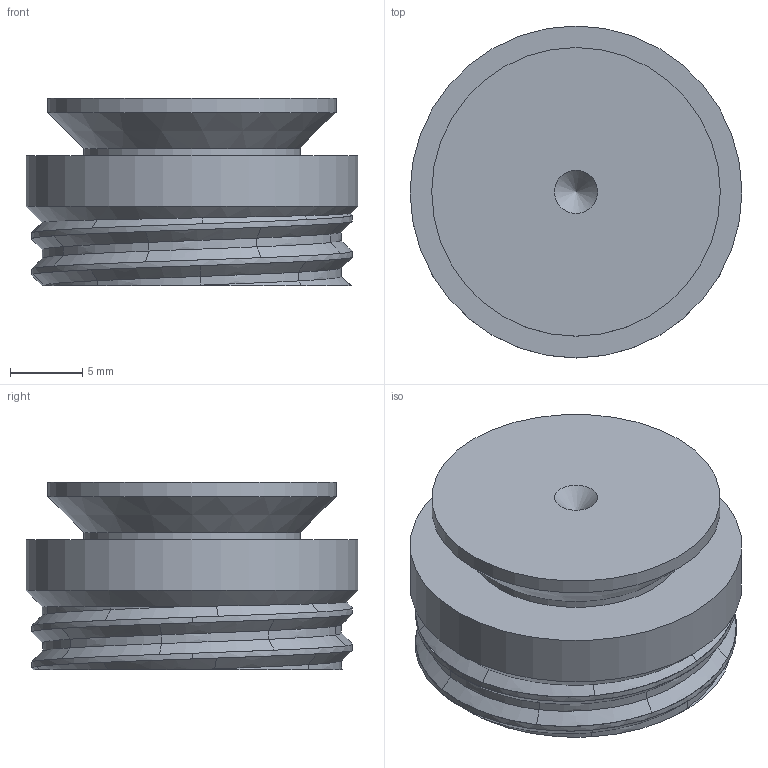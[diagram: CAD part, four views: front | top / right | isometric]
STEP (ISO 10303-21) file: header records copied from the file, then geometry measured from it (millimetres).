
FILE_DESCRIPTION(/* description */ ('HOOPS Exchange Step'),/* implementation_level */ '2;1');
FILE_NAME(/* name */ 'multiconnect-board-connectors_multiboard-big-thread-connector.step',/* time_stamp */ '2025-06-28T11:50:17-05:00',/* author */ (''),/* organization */ (''),/* preprocessor_version */ 'ST-DEVELOPER v20.1',/* originating_system */ 'Autodesk Translation Framework v14.10.0.0',/* authorisation */ '');
FILE_SCHEMA (('AUTOMOTIVE_DESIGN { 1 0 10303 214 3 1 1 }'));
Length unit declared in the file: millimetre
Products named in the file (1): Multiboard big thread connector
Bounding box: 23 x 23 x 13 mm (x, y, z)
Volume: 4467.9 mm3; surface area: 1925.5 mm2
Topology: 1 solids, 1 shells, 105 faces, 205 edges, 103 vertices
Faces by surface type: bspline 93, cylinder 6, cone 3, plane 3
Full cylindrical faces by diameter (mm): 15 x1, 20 x1, 22.25 x1, 23 x1
Entity records: 5448 total; most frequent: CARTESIAN_POINT 3858, ORIENTED_EDGE 408, EDGE_CURVE 204, B_SPLINE_CURVE_WITH_KNOTS 128, DIRECTION 114, EDGE_LOOP 107, FACE_OUTER_BOUND 105, ADVANCED_FACE 105
